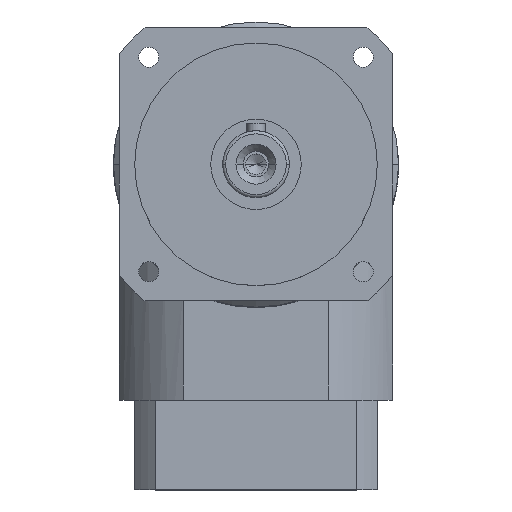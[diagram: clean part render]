
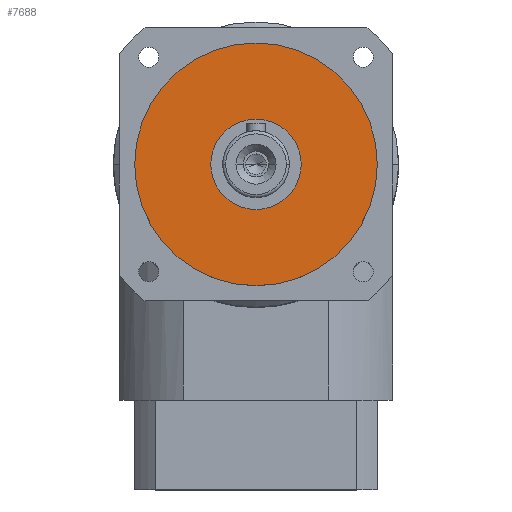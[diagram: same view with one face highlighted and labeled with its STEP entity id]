
A CAD part, top view. The second image highlights one B-rep face of the part: STEP entity #7688.
In plain terms, the highlighted planar face has unit normal (0, 0, 1).
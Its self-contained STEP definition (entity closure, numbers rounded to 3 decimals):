
#183 = DIRECTION ( 'NONE',  ( 0., 0., 1. ) ) ;
#364 = VERTEX_POINT ( 'NONE', #3183 ) ;
#566 = EDGE_CURVE ( 'NONE', #7136, #5485, #2535, .T. ) ;
#767 = ORIENTED_EDGE ( 'NONE', *, *, #944, .F. ) ;
#864 = CIRCLE ( 'NONE', #7974, 14.9 ) ;
#944 = EDGE_CURVE ( 'NONE', #4364, #364, #7023, .T. ) ;
#1363 = AXIS2_PLACEMENT_3D ( 'NONE', #6912, #6528, #6521 ) ;
#1401 = CARTESIAN_POINT ( 'NONE',  ( 0., 0., 60. ) ) ;
#1519 = CARTESIAN_POINT ( 'NONE',  ( 0., 0., 60. ) ) ;
#1580 = DIRECTION ( 'NONE',  ( 0., 0., 1. ) ) ;
#1611 = ORIENTED_EDGE ( 'NONE', *, *, #2903, .T. ) ;
#1629 = DIRECTION ( 'NONE',  ( 1., 0., 0. ) ) ;
#1675 = AXIS2_PLACEMENT_3D ( 'NONE', #2151, #2075, #2419 ) ;
#1762 = CIRCLE ( 'NONE', #7763, 40. ) ;
#1770 = EDGE_CURVE ( 'NONE', #364, #4364, #864, .T. ) ;
#2075 = DIRECTION ( 'NONE',  ( 0., 0., 1. ) ) ;
#2151 = CARTESIAN_POINT ( 'NONE',  ( 0., 0., 60. ) ) ;
#2419 = DIRECTION ( 'NONE',  ( 1., 0., 0. ) ) ;
#2460 = FACE_OUTER_BOUND ( 'NONE', #6407, .T. ) ;
#2535 = CIRCLE ( 'NONE', #1363, 40. ) ;
#2711 = DIRECTION ( 'NONE',  ( 0., 0., 1. ) ) ;
#2903 = EDGE_CURVE ( 'NONE', #5485, #7136, #1762, .T. ) ;
#3042 = CARTESIAN_POINT ( 'NONE',  ( 0., 0., 60. ) ) ;
#3106 = ORIENTED_EDGE ( 'NONE', *, *, #1770, .F. ) ;
#3183 = CARTESIAN_POINT ( 'NONE',  ( -14.9, 0., 60. ) ) ;
#3290 = PLANE ( 'NONE',  #4721 ) ;
#4067 = DIRECTION ( 'NONE',  ( 1., 0., 0. ) ) ;
#4364 = VERTEX_POINT ( 'NONE', #7082 ) ;
#4721 = AXIS2_PLACEMENT_3D ( 'NONE', #1401, #183, #4067 ) ;
#5485 = VERTEX_POINT ( 'NONE', #6132 ) ;
#5501 = CARTESIAN_POINT ( 'NONE',  ( 40., 0., 60. ) ) ;
#6132 = CARTESIAN_POINT ( 'NONE',  ( -40., 0., 60. ) ) ;
#6407 = EDGE_LOOP ( 'NONE', ( #1611, #7813 ) ) ;
#6521 = DIRECTION ( 'NONE',  ( 1., 0., 0. ) ) ;
#6528 = DIRECTION ( 'NONE',  ( 0., 0., 1. ) ) ;
#6912 = CARTESIAN_POINT ( 'NONE',  ( 0., 0., 60. ) ) ;
#7013 = EDGE_LOOP ( 'NONE', ( #3106, #767 ) ) ;
#7023 = CIRCLE ( 'NONE', #1675, 14.9 ) ;
#7082 = CARTESIAN_POINT ( 'NONE',  ( 14.9, 0., 60. ) ) ;
#7136 = VERTEX_POINT ( 'NONE', #5501 ) ;
#7647 = FACE_BOUND ( 'NONE', #7013, .T. ) ;
#7688 = ADVANCED_FACE ( 'NONE', ( #7647, #2460 ), #3290, .T. ) ;
#7763 = AXIS2_PLACEMENT_3D ( 'NONE', #1519, #1580, #1629 ) ;
#7813 = ORIENTED_EDGE ( 'NONE', *, *, #566, .T. ) ;
#7974 = AXIS2_PLACEMENT_3D ( 'NONE', #3042, #2711, #8218 ) ;
#8218 = DIRECTION ( 'NONE',  ( 1., 0., 0. ) ) ;
